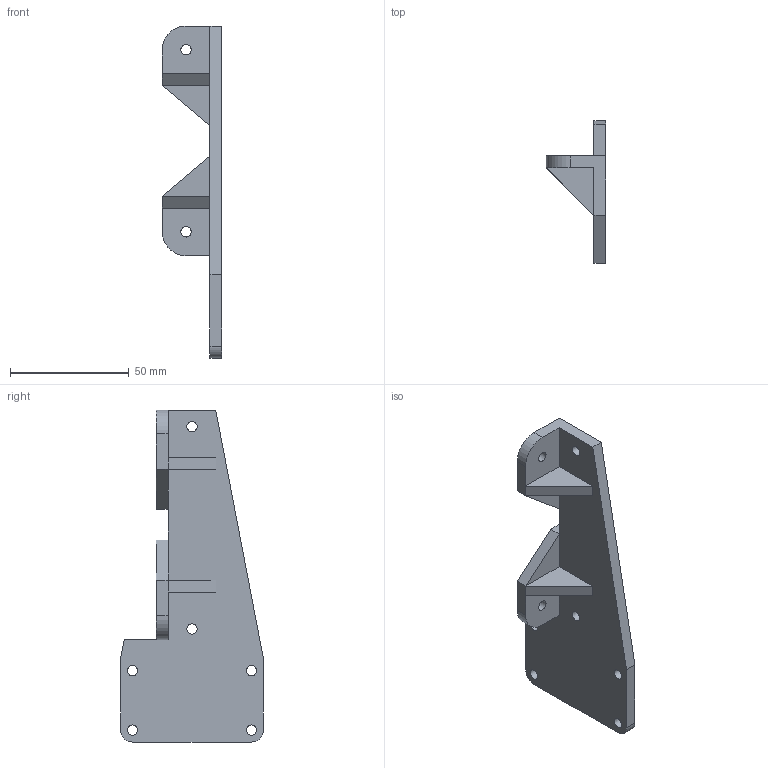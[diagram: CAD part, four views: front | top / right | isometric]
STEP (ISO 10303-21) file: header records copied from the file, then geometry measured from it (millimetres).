
FILE_DESCRIPTION(('FreeCAD Model'),'2;1');
FILE_NAME('Open CASCADE Shape Model','2025-03-01T23:30:15',(''),(''), 'Open CASCADE STEP processor 7.7','FreeCAD','Unknown');
FILE_SCHEMA(('AUTOMOTIVE_DESIGN { 1 0 10303 214 1 1 1 1 }'));
Length unit declared in the file: millimetre
Products named in the file (1): Slides Mount
Bounding box: 25 x 60 x 139.5 mm (x, y, z)
Volume: 36849 mm3; surface area: 17345.5 mm2
Topology: 1 solids, 1 shells, 41 faces, 106 edges, 67 vertices
Faces by surface type: plane 29, cylinder 12
Full cylindrical faces by diameter (mm): 4.35 x8
Entity records: 1290 total; most frequent: CARTESIAN_POINT 215, DIRECTION 214, ORIENTED_EDGE 212, EDGE_CURVE 106, LINE 82, VECTOR 82, VERTEX_POINT 67, AXIS2_PLACEMENT_3D 66
